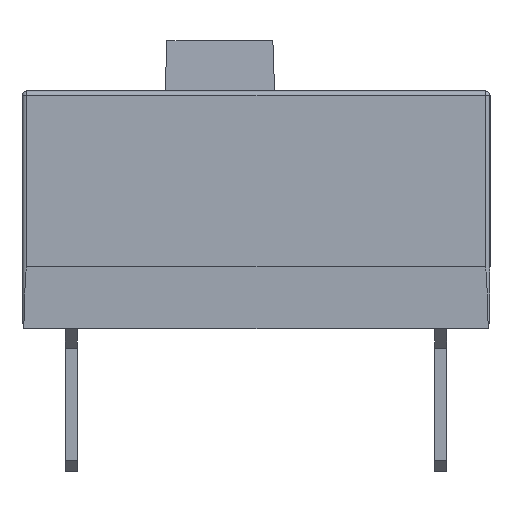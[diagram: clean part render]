
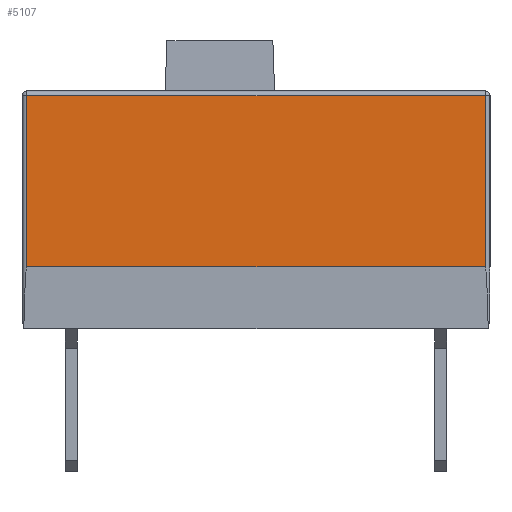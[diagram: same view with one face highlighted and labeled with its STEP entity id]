
A CAD part, left-side view. The second image highlights one B-rep face of the part: STEP entity #5107.
In plain terms, the highlighted planar face has unit normal (-1, 0, 0).
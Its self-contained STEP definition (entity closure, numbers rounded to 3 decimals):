
#5068=CARTESIAN_POINT('',(-10.795,-4.726,5.181));
#5069=VERTEX_POINT('',#5068);
#5070=CARTESIAN_POINT('',(-10.795,4.726,5.181));
#5071=VERTEX_POINT('',#5070);
#5072=CARTESIAN_POINT('',(-10.795,4.826,5.181));
#5073=DIRECTION('',(-0.0,1.0,0.0));
#5074=VECTOR('',#5073,1.0);
#5075=LINE('',#5072,#5074);
#5076=EDGE_CURVE('n� 18869',#5069,#5071,#5075,.T.);
#5077=ORIENTED_EDGE('',*,*,#5076,.T.);
#5078=CARTESIAN_POINT('',(-10.795,4.726,1.651));
#5079=VERTEX_POINT('',#5078);
#5080=CARTESIAN_POINT('',(-10.795,4.726,5.281));
#5081=DIRECTION('',(0.0,0.0,-1.0));
#5082=VECTOR('',#5081,1.0);
#5083=LINE('',#5080,#5082);
#5084=EDGE_CURVE('n� 18874',#5071,#5079,#5083,.T.);
#5085=ORIENTED_EDGE('',*,*,#5084,.T.);
#5086=CARTESIAN_POINT('',(-10.795,-4.726,1.651));
#5087=VERTEX_POINT('',#5086);
#5088=CARTESIAN_POINT('',(-10.795,4.826,1.651));
#5089=DIRECTION('',(0.0,-1.0,0.0));
#5090=VECTOR('',#5089,1.0);
#5091=LINE('',#5088,#5090);
#5092=EDGE_CURVE('n� 18860',#5079,#5087,#5091,.T.);
#5093=ORIENTED_EDGE('',*,*,#5092,.T.);
#5094=CARTESIAN_POINT('',(-10.795,-4.726,5.281));
#5095=DIRECTION('',(0.0,0.0,1.0));
#5096=VECTOR('',#5095,1.0);
#5097=LINE('',#5094,#5096);
#5098=EDGE_CURVE('n� 18872',#5087,#5069,#5097,.T.);
#5099=ORIENTED_EDGE('',*,*,#5098,.T.);
#5100=EDGE_LOOP('',(#5077,#5085,#5093,#5099));
#5101=FACE_OUTER_BOUND('',#5100,.T.);
#5102=CARTESIAN_POINT('',(-10.795,4.826,5.281));
#5103=DIRECTION('',(1.0,0.0,0.0));
#5104=DIRECTION('',(0.0,0.0,-1.0));
#5105=AXIS2_PLACEMENT_3D('',#5102,#5103,#5104);
#5106=PLANE('',#5105);
#5107=ADVANCED_FACE('n� 85',(#5101),#5106,.F.);
